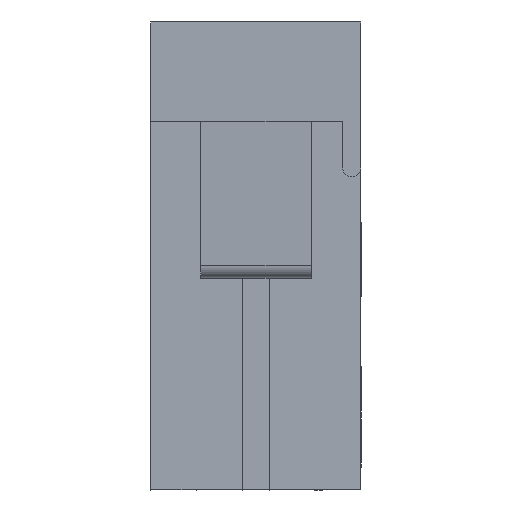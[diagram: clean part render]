
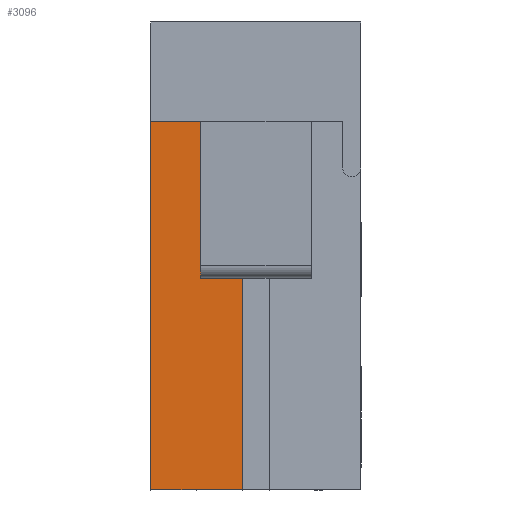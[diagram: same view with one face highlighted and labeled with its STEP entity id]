
A CAD part, left-side view. The second image highlights one B-rep face of the part: STEP entity #3096.
In plain terms, the highlighted planar face has unit normal (-1, 0, 0).
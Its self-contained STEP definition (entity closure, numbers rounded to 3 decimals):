
#2395=FACE_OUTER_BOUND('',#7616,.T.);
#3096=ADVANCED_FACE('',(#2395),#3824,.T.);
#3824=PLANE('',#15664);
#4556=LINE('',#21320,#5841);
#4608=LINE('',#21434,#5893);
#4639=LINE('',#21765,#5924);
#4689=LINE('',#21904,#5974);
#4690=LINE('',#21905,#5975);
#4691=LINE('',#21906,#5976);
#5841=VECTOR('',#16848,1.);
#5893=VECTOR('',#16902,1.);
#5924=VECTOR('',#16975,1.);
#5974=VECTOR('',#17123,1.);
#5975=VECTOR('',#17124,1.);
#5976=VECTOR('',#17125,1.);
#7616=EDGE_LOOP('',(#9127,#9128,#9129,#9130,#9131,#9132));
#9127=ORIENTED_EDGE('',*,*,#13821,.T.);
#9128=ORIENTED_EDGE('',*,*,#14004,.F.);
#9129=ORIENTED_EDGE('',*,*,#13944,.T.);
#9130=ORIENTED_EDGE('',*,*,#14005,.T.);
#9131=ORIENTED_EDGE('',*,*,#13875,.F.);
#9132=ORIENTED_EDGE('',*,*,#14006,.T.);
#12535=VERTEX_POINT('',#21318);
#12537=VERTEX_POINT('',#21321);
#12576=VERTEX_POINT('',#21415);
#12585=VERTEX_POINT('',#21433);
#12649=VERTEX_POINT('',#21755);
#12654=VERTEX_POINT('',#21764);
#13821=EDGE_CURVE('',#12537,#12535,#4556,.T.);
#13875=EDGE_CURVE('',#12585,#12576,#4608,.T.);
#13944=EDGE_CURVE('',#12649,#12654,#4639,.T.);
#14004=EDGE_CURVE('',#12649,#12535,#4689,.T.);
#14005=EDGE_CURVE('',#12654,#12576,#4690,.T.);
#14006=EDGE_CURVE('',#12585,#12537,#4691,.T.);
#15664=AXIS2_PLACEMENT_3D('',#21907,#17126,#17127);
#16848=DIRECTION('',(0.,1.,0.));
#16902=DIRECTION('',(0.,1.,0.));
#16975=DIRECTION('',(0.,1.,0.));
#17123=DIRECTION('',(0.,0.,1.));
#17124=DIRECTION('',(0.,0.,-1.));
#17125=DIRECTION('',(0.,0.,1.));
#17126=DIRECTION('',(-1.,0.,0.));
#17127=DIRECTION('',(0.,0.,-1.));
#21318=CARTESIAN_POINT('',(47.962,-33.591,37.7));
#21320=CARTESIAN_POINT('',(47.962,-36.341,37.7));
#21321=CARTESIAN_POINT('',(47.962,-36.341,37.7));
#21415=CARTESIAN_POINT('',(47.962,-31.391,12.3));
#21433=CARTESIAN_POINT('',(47.962,-36.341,12.3));
#21434=CARTESIAN_POINT('',(47.962,-36.341,12.3));
#21755=CARTESIAN_POINT('',(47.962,-33.591,32.3));
#21764=CARTESIAN_POINT('',(47.962,-31.391,32.3));
#21765=CARTESIAN_POINT('',(47.962,-33.891,32.3));
#21904=CARTESIAN_POINT('',(47.962,-33.591,-15.76));
#21905=CARTESIAN_POINT('',(47.962,-31.391,32.3));
#21906=CARTESIAN_POINT('',(47.962,-36.341,12.3));
#21907=CARTESIAN_POINT('',(47.962,-42.991,12.1));
